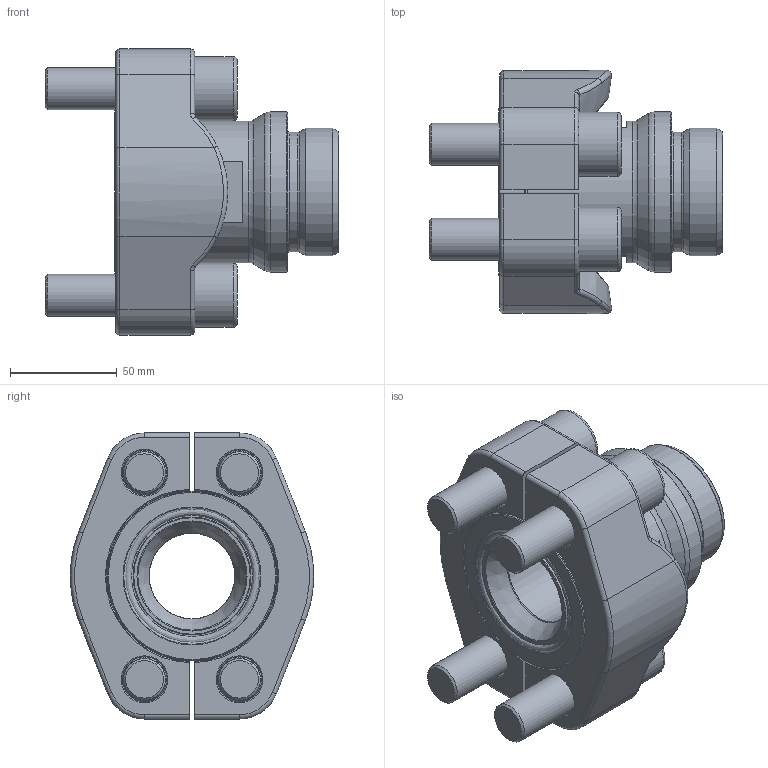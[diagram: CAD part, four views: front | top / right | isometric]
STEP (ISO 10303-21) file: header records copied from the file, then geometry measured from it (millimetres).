
FILE_DESCRIPTION(/* description */ (''),/* implementation_level */ '2;1');
FILE_NAME(/* name */ 'SGA51-6-50.stp',/* time_stamp */ '2025-01-29T12:12:52+01:00',/* author */ (''),/* organization */ (''),/* preprocessor_version */ 'ST-DEVELOPER v16',/* originating_system */ 'SIEMENS PLM Software NX 10.0',/* authorisation */ '');
FILE_SCHEMA (('CONFIG_CONTROL_DESIGN'));
Length unit declared in the file: millimetre
Products named in the file (7): X-AFH51-6_einzel; X-O61; X-O56; X-SGA65150; X-M20x70I; X-AFH51-6; SGA051-650
Assembly tree (10 placements, depth 3):
  SGA051-650
    X-M20x70I  x4
    X-SGA65150
    X-AFH51-6
      X-AFH51-6_einzel  x2
    X-O56
    X-O61
Bounding box: 137.5 x 113.87 x 134 mm (x, y, z)
Volume: 651918.9 mm3; surface area: 141150.3 mm2
Topology: 11 solids, 11 shells, 266 faces, 565 edges, 325 vertices
Faces by surface type: plane 92, cone 60, cylinder 48, torus 48, bspline 12, revolution 4, sphere 2
Full cylindrical faces by diameter (mm): 19.623 x4, 21 x4, 30 x4, 40 x1, 55.11 x1, 55.9 x1, 59.51 x1, 59.61 x1, 64 x1, 66.3 x1, 68 x1, 74.955 x1, 79.4 x1
Entity records: 4266 total; most frequent: CARTESIAN_POINT 859, DIRECTION 582, ORIENTED_EDGE 422, AXIS2_PLACEMENT_3D 259, EDGE_CURVE 211, EDGE_LOOP 186, VERTEX_POINT 152, ADVANCED_FACE 129
